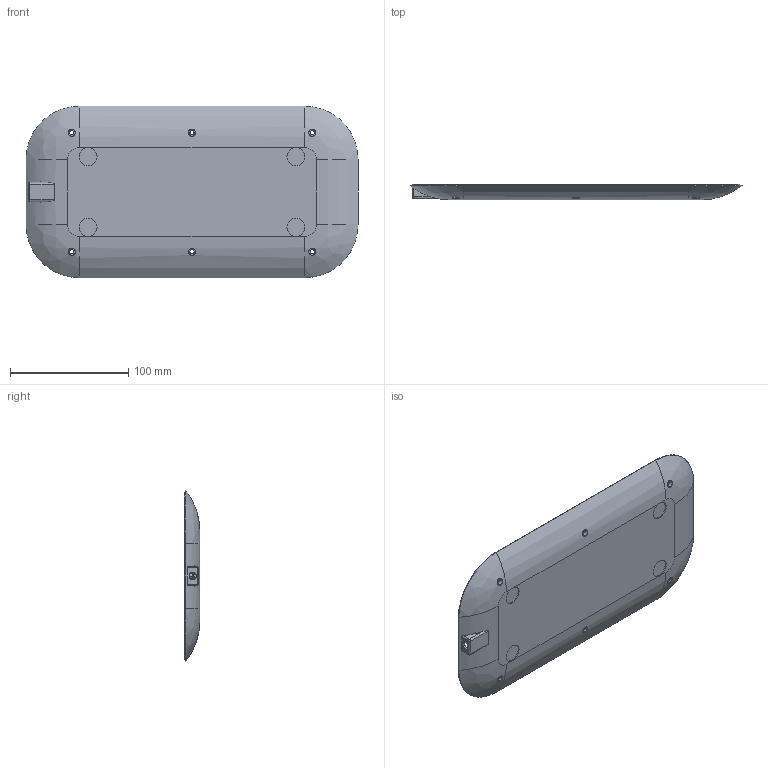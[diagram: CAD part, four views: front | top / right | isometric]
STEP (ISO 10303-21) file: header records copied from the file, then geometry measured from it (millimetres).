
FILE_DESCRIPTION((''),'2;1');
FILE_NAME('BASE_BOTTOM_PLATE_50','2021-06-29T',('User'),(''),'CREO PARAMETRIC BY PTC INC, 2014350','CREO PARAMETRIC BY PTC INC, 2014350','');
FILE_SCHEMA(('AUTOMOTIVE_DESIGN { 1 0 10303 214 1 1 1 1 }'));
Length unit declared in the file: millimetre
Products named in the file (1): BASE_BOTTOM_PLATE_50
Bounding box: 281 x 13.25 x 145 mm (x, y, z)
Volume: 87072.9 mm3; surface area: 94872.4 mm2
Topology: 1 solids, 1 shells, 325 faces, 885 edges, 586 vertices
Faces by surface type: plane 175, cylinder 116, torus 24, bspline 10
Entity records: 13769 total; most frequent: CARTESIAN_POINT 2729, ORIENTED_EDGE 1770, DIRECTION 1714, PRESENTATION_STYLE_ASSIGNMENT 886, STYLED_ITEM 886, CURVE_STYLE 885, EDGE_CURVE 885, AXIS2_PLACEMENT_3D 623
